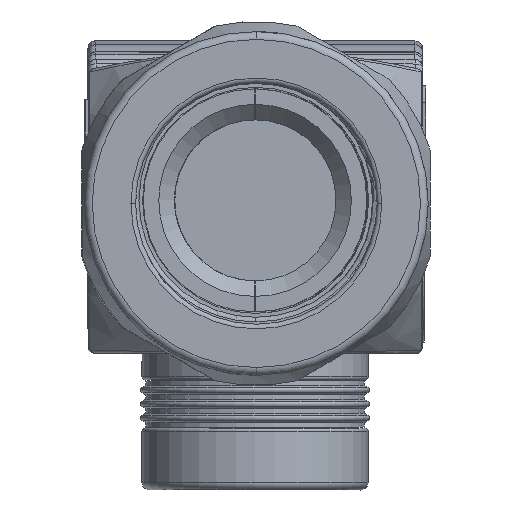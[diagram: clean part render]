
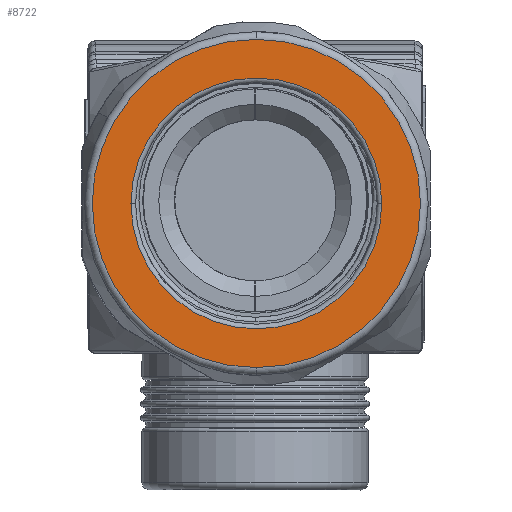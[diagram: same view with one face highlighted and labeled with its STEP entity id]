
A CAD part, front view. The second image highlights one B-rep face of the part: STEP entity #8722.
In plain terms, the highlighted planar face has unit normal (0.001, -1, 0).
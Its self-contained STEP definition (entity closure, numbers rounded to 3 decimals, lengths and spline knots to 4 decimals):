
#5274=CARTESIAN_POINT('',(0.0033,-2.8228,
-0.1969));
#5275=DIRECTION('',(0.001,-1.,0.));
#5276=DIRECTION('',(0.,0.,1.));
#5277=AXIS2_PLACEMENT_3D('',#5274,#5275,#5276);
#5279=CARTESIAN_POINT('',(0.0033,-2.8228,
-0.1969));
#5280=DIRECTION('',(0.001,-1.,0.));
#5281=DIRECTION('',(0.,0.,-1.));
#5282=AXIS2_PLACEMENT_3D('',#5279,#5280,#5281);
#5284=CARTESIAN_POINT('',(0.0033,-2.8228,
-0.1969));
#5285=DIRECTION('',(-0.001,1.,0.));
#5286=DIRECTION('',(-1.,-0.001,0.));
#5287=AXIS2_PLACEMENT_3D('',#5284,#5285,#5286);
#5289=CARTESIAN_POINT('',(0.0033,-2.8228,
-0.1969));
#5290=DIRECTION('',(-0.001,1.,0.));
#5291=DIRECTION('',(1.,0.001,0.));
#5292=AXIS2_PLACEMENT_3D('',#5289,#5290,#5291);
#6881=CARTESIAN_POINT('',(0.0033,-2.8228,
0.2205));
#6882=CARTESIAN_POINT('',(0.0033,-2.8228,
-0.6142));
#6883=VERTEX_POINT('',#6881);
#6884=VERTEX_POINT('',#6882);
#6891=CARTESIAN_POINT('',(-0.3156,-2.8232,
-0.1969));
#6892=CARTESIAN_POINT('',(0.3222,-2.8224,
-0.1969));
#6893=VERTEX_POINT('',#6891);
#6894=VERTEX_POINT('',#6892);
#8706=CARTESIAN_POINT('',(0.0033,-2.8228,
-0.1969));
#8707=DIRECTION('',(-0.001,1.,0.));
#8708=DIRECTION('',(0.,0.,-1.));
#8709=AXIS2_PLACEMENT_3D('',#8706,#8707,#8708);
#8710=PLANE('',#8709);
#8711=ORIENTED_EDGE('',*,*,#8696,.F.);
#8713=ORIENTED_EDGE('',*,*,#8712,.F.);
#8714=EDGE_LOOP('',(#8711,#8713));
#8715=FACE_OUTER_BOUND('',#8714,.F.);
#8717=ORIENTED_EDGE('',*,*,#8716,.F.);
#8719=ORIENTED_EDGE('',*,*,#8718,.F.);
#8720=EDGE_LOOP('',(#8717,#8719));
#8721=FACE_BOUND('',#8720,.F.);
#8722=ADVANCED_FACE('',(#8715,#8721),#8710,.F.);
#5278=CIRCLE('',#5277,0.4173);
#5283=CIRCLE('',#5282,0.4173);
#5288=CIRCLE('',#5287,0.3189);
#5293=CIRCLE('',#5292,0.3189);
#8696=EDGE_CURVE('',#6883,#6884,#5278,.T.);
#8712=EDGE_CURVE('',#6884,#6883,#5283,.T.);
#8716=EDGE_CURVE('',#6893,#6894,#5288,.T.);
#8718=EDGE_CURVE('',#6894,#6893,#5293,.T.);
